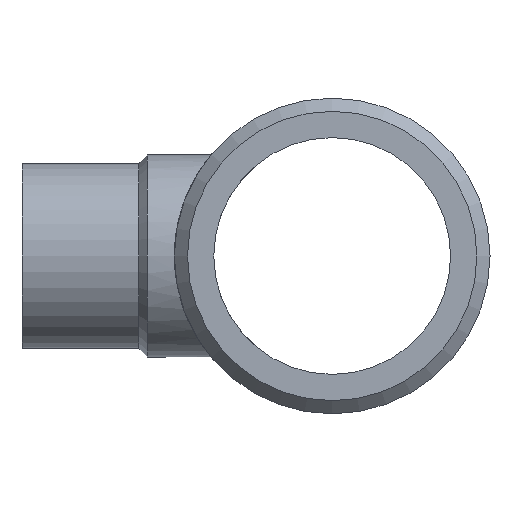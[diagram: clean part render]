
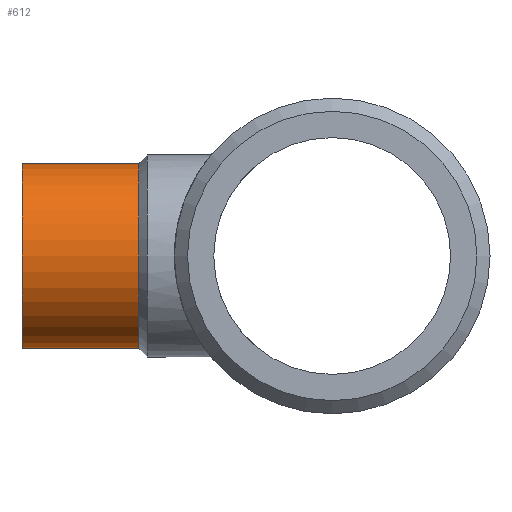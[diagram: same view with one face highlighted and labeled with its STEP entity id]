
A CAD part, left-side view. The second image highlights one B-rep face of the part: STEP entity #612.
In plain terms, the highlighted cylindrical face has radius 80 mm (diameter 160 mm), a full revolution.
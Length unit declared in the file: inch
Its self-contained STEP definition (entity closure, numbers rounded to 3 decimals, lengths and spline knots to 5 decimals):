
#13 = AXIS2_PLACEMENT_3D ( 'NONE', #174, #171, #169 ) ;
#32 = CIRCLE ( 'NONE', #477, 3.14961 ) ;
#59 = VERTEX_POINT ( 'NONE', #64 ) ;
#64 = CARTESIAN_POINT ( 'NONE',  ( -12.40157, 10.55118, -3.14961 ) ) ;
#74 = CARTESIAN_POINT ( 'NONE',  ( -12.40157, 6.5748, -3.14961 ) ) ;
#84 = FACE_OUTER_BOUND ( 'NONE', #123, .T. ) ;
#110 = ORIENTED_EDGE ( 'NONE', *, *, #497, .T. ) ;
#115 = DIRECTION ( 'NONE',  ( 0., -1., 0. ) ) ;
#118 = CARTESIAN_POINT ( 'NONE',  ( -12.40157, 8.56299, 0. ) ) ;
#120 = DIRECTION ( 'NONE',  ( 0., 0., -1. ) ) ;
#123 = EDGE_LOOP ( 'NONE', ( #632 ) ) ;
#136 = DIRECTION ( 'NONE',  ( 0., 0., -1. ) ) ;
#138 = DIRECTION ( 'NONE',  ( 0., 1., 0. ) ) ;
#143 = CARTESIAN_POINT ( 'NONE',  ( -12.40157, 10.55118, 0. ) ) ;
#160 = FACE_OUTER_BOUND ( 'NONE', #481, .T. ) ;
#169 = DIRECTION ( 'NONE',  ( 0., 0., -1. ) ) ;
#171 = DIRECTION ( 'NONE',  ( 0., 1., 0. ) ) ;
#174 = CARTESIAN_POINT ( 'NONE',  ( -12.40157, 6.5748, 0. ) ) ;
#469 = CYLINDRICAL_SURFACE ( 'NONE', #473, 3.14961 ) ;
#473 = AXIS2_PLACEMENT_3D ( 'NONE', #118, #115, #120 ) ;
#477 = AXIS2_PLACEMENT_3D ( 'NONE', #143, #138, #136 ) ;
#481 = EDGE_LOOP ( 'NONE', ( #110 ) ) ;
#497 = EDGE_CURVE ( 'NONE', #633, #633, #551, .T. ) ;
#548 = EDGE_CURVE ( 'NONE', #59, #59, #32, .T. ) ;
#551 = CIRCLE ( 'NONE', #13, 3.14961 ) ;
#612 = ADVANCED_FACE ( 'NONE', ( #84, #160 ), #469, .T. ) ;
#632 = ORIENTED_EDGE ( 'NONE', *, *, #548, .F. ) ;
#633 = VERTEX_POINT ( 'NONE', #74 ) ;
